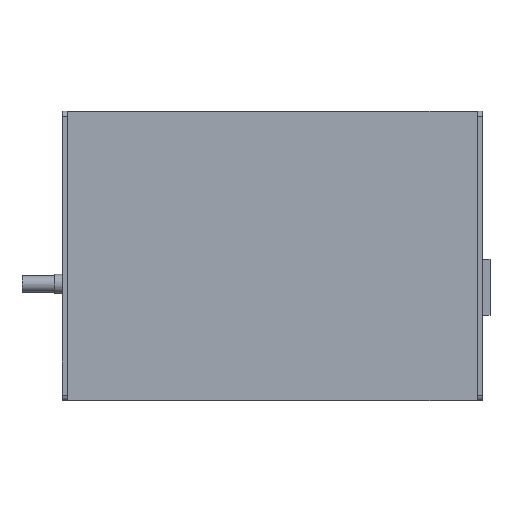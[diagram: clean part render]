
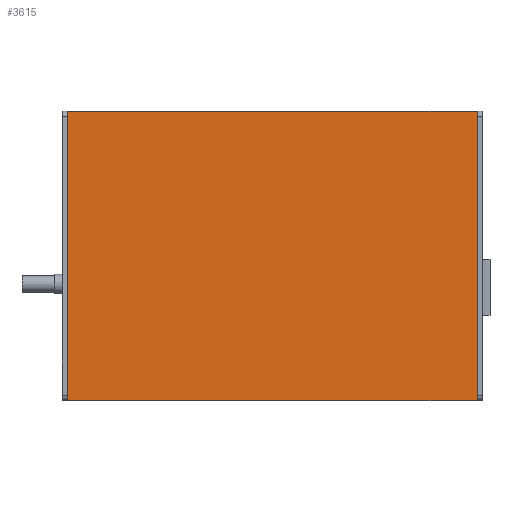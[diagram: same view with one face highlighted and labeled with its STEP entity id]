
A CAD part, top view. The second image highlights one B-rep face of the part: STEP entity #3615.
In plain terms, the highlighted face is planar.
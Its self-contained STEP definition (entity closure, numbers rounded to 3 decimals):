
#2400=DIRECTION('',(0.,1.,0.));
#2401=VECTOR('',#2400,106.);
#2402=CARTESIAN_POINT('',(-75.,-53.,-27.5));
#2403=LINE('',#2402,#2401);
#2608=DIRECTION('',(0.,1.,0.));
#2609=VECTOR('',#2608,106.);
#2610=CARTESIAN_POINT('',(75.,-53.,-27.5));
#2611=LINE('',#2610,#2609);
#2792=DIRECTION('',(1.,0.,0.));
#2793=VECTOR('',#2792,150.);
#2794=CARTESIAN_POINT('',(-75.,-53.,-27.5));
#2795=LINE('',#2794,#2793);
#2800=DIRECTION('',(1.,0.,0.));
#2801=VECTOR('',#2800,150.);
#2802=CARTESIAN_POINT('',(-75.,53.,-27.5));
#2803=LINE('',#2802,#2801);
#2816=CARTESIAN_POINT('',(-75.,-53.,-27.5));
#2817=CARTESIAN_POINT('',(-75.,53.,-27.5));
#2818=VERTEX_POINT('',#2816);
#2819=VERTEX_POINT('',#2817);
#2820=CARTESIAN_POINT('',(75.,-53.,-27.5));
#2821=CARTESIAN_POINT('',(75.,53.,-27.5));
#2822=VERTEX_POINT('',#2820);
#2823=VERTEX_POINT('',#2821);
#3603=CARTESIAN_POINT('',(-75.,-53.,-27.5));
#3604=DIRECTION('',(0.,0.,-1.));
#3605=DIRECTION('',(0.,1.,0.));
#3606=AXIS2_PLACEMENT_3D('',#3603,#3604,#3605);
#3607=PLANE('',#3606);
#3608=ORIENTED_EDGE('',*,*,#2995,.F.);
#3609=ORIENTED_EDGE('',*,*,#3597,.T.);
#3610=ORIENTED_EDGE('',*,*,#3214,.T.);
#3612=ORIENTED_EDGE('',*,*,#3611,.F.);
#3613=EDGE_LOOP('',(#3608,#3609,#3610,#3612));
#3614=FACE_OUTER_BOUND('',#3613,.F.);
#3615=ADVANCED_FACE('',(#3614),#3607,.T.);
#2995=EDGE_CURVE('',#2818,#2819,#2403,.T.);
#3214=EDGE_CURVE('',#2822,#2823,#2611,.T.);
#3597=EDGE_CURVE('',#2818,#2822,#2795,.T.);
#3611=EDGE_CURVE('',#2819,#2823,#2803,.T.);
